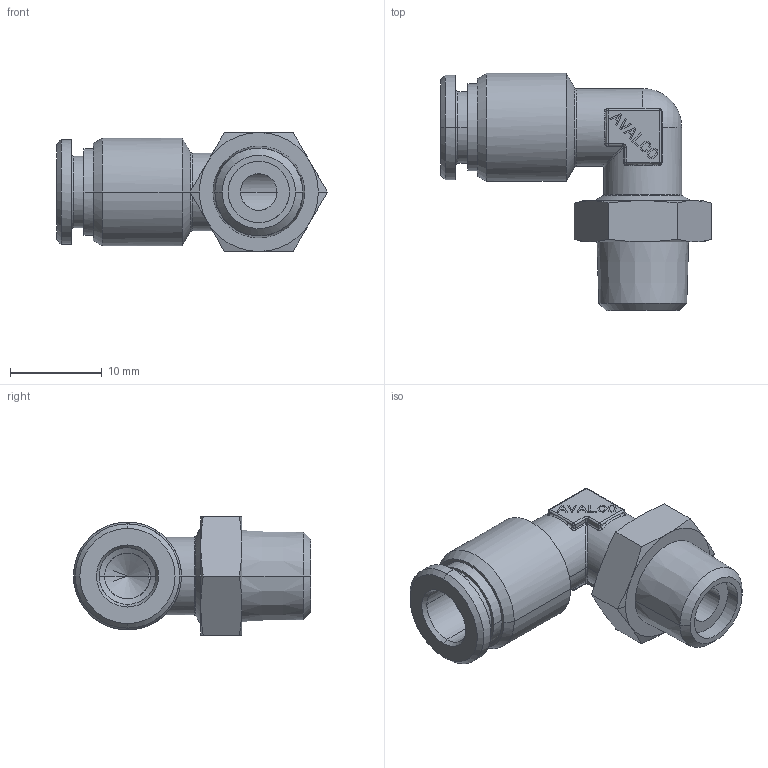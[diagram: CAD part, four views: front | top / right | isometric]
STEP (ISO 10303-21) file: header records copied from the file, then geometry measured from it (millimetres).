
FILE_DESCRIPTION(('CATIA V5 STEP Exchange'),'2;1');
FILE_NAME('PR505B-06R18.stp','2018-04-14T14:52:07+00:00',('none'),('none'),'CATIA Version 5 Release 21 GA (IN-10)','CATIA V5 STEP AP203','none');
FILE_SCHEMA(('CONFIG_CONTROL_DESIGN'));
Length unit declared in the file: millimetre
Products named in the file (1): PR505B-06R18
Bounding box: 29.61 x 25.9 x 13 mm (x, y, z)
Volume: 2607.8 mm3; surface area: 2629.8 mm2
Topology: 1 solids, 1 shells, 421 faces, 1062 edges, 662 vertices
Faces by surface type: plane 259, cylinder 62, cone 42, torus 24, bspline 18, sphere 16
Entity records: 13464 total; most frequent: CARTESIAN_POINT 3966, ORIENTED_EDGE 2116, DIRECTION 1632, EDGE_CURVE 1058, VECTOR 750, LINE 750, VERTEX_POINT 662, AXIS2_PLACEMENT_3D 522
